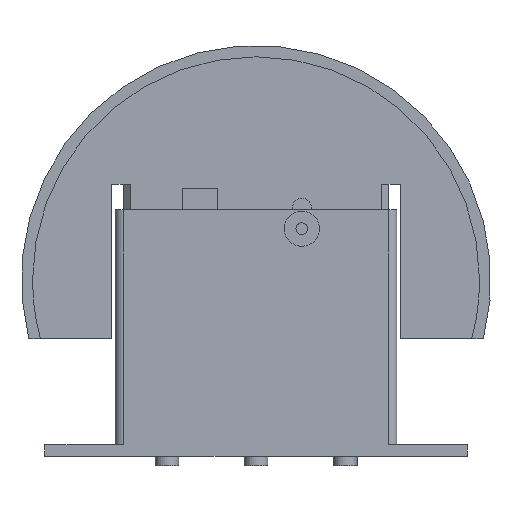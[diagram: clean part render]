
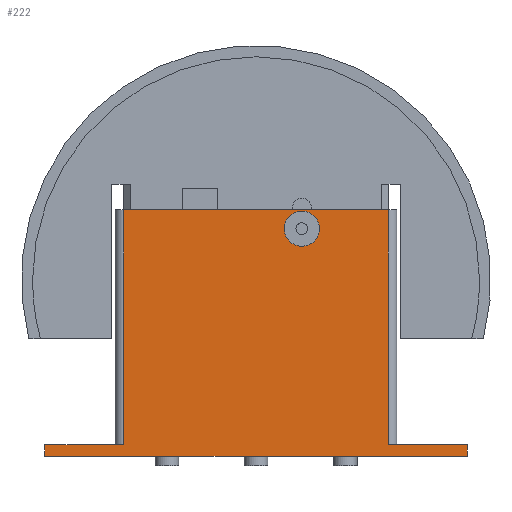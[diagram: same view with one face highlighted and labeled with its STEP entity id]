
A CAD part, front view. The second image highlights one B-rep face of the part: STEP entity #222.
In plain terms, the highlighted planar face has unit normal (0, -1, 0).
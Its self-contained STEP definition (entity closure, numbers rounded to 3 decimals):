
#222=ADVANCED_FACE('',(#517,#518),#519,.T.);
#517=FACE_BOUND('',#899,.T.);
#518=FACE_OUTER_BOUND('',#900,.T.);
#519=PLANE('',#901);
#899=EDGE_LOOP('',(#1448,#1449));
#900=EDGE_LOOP('',(#1450,#1451,#1452,#1453,#1454,#1455,#1456,#1457));
#901=AXIS2_PLACEMENT_3D('',#1458,#1459,#1460);
#1448=ORIENTED_EDGE('',*,*,#2191,.T.);
#1449=ORIENTED_EDGE('',*,*,#2150,.T.);
#1450=ORIENTED_EDGE('',*,*,#2262,.T.);
#1451=ORIENTED_EDGE('',*,*,#2256,.T.);
#1452=ORIENTED_EDGE('',*,*,#2259,.T.);
#1453=ORIENTED_EDGE('',*,*,#2236,.F.);
#1454=ORIENTED_EDGE('',*,*,#2266,.T.);
#1455=ORIENTED_EDGE('',*,*,#2267,.F.);
#1456=ORIENTED_EDGE('',*,*,#2268,.T.);
#1457=ORIENTED_EDGE('',*,*,#2269,.T.);
#1458=CARTESIAN_POINT('',(-45.0,-20.0,0.0));
#1459=DIRECTION('',(0.0,-1.0,0.0));
#1460=DIRECTION('',(1.0,0.0,0.0));
#2150=EDGE_CURVE('',#2545,#2542,#2546,.T.);
#2191=EDGE_CURVE('',#2542,#2545,#2604,.T.);
#2236=EDGE_CURVE('',#2667,#2662,#2669,.T.);
#2256=EDGE_CURVE('',#2700,#2698,#2701,.T.);
#2259=EDGE_CURVE('',#2698,#2662,#2704,.T.);
#2262=EDGE_CURVE('',#2707,#2700,#2708,.T.);
#2266=EDGE_CURVE('',#2667,#2713,#2714,.T.);
#2267=EDGE_CURVE('',#2715,#2713,#2716,.T.);
#2268=EDGE_CURVE('',#2715,#2717,#2718,.T.);
#2269=EDGE_CURVE('',#2717,#2707,#2719,.T.);
#2542=VERTEX_POINT('',#3106);
#2545=VERTEX_POINT('',#3110);
#2546=CIRCLE('',#3111,7.5);
#2604=CIRCLE('',#3178,7.5);
#2662=VERTEX_POINT('',#3252);
#2667=VERTEX_POINT('',#3258);
#2669=LINE('',#3260,#3261);
#2698=VERTEX_POINT('',#3299);
#2700=VERTEX_POINT('',#3301);
#2701=LINE('',#3302,#3303);
#2704=LINE('',#3306,#3307);
#2707=VERTEX_POINT('',#3311);
#2708=LINE('',#3312,#3313);
#2713=VERTEX_POINT('',#3320);
#2714=LINE('',#3321,#3322);
#2715=VERTEX_POINT('',#3323);
#2716=LINE('',#3324,#3325);
#2717=VERTEX_POINT('',#3326);
#2718=LINE('',#3327,#3328);
#2719=LINE('',#3329,#3330);
#3106=CARTESIAN_POINT('',(27.0,-20.0,97.0));
#3110=CARTESIAN_POINT('',(12.0,-20.0,97.0));
#3111=AXIS2_PLACEMENT_3D('',#3845,#3846,#3847);
#3178=AXIS2_PLACEMENT_3D('',#3911,#3912,#3913);
#3252=CARTESIAN_POINT('',(-56.4,-20.,105.0));
#3258=CARTESIAN_POINT('',(-56.4,-20.,5.0));
#3260=CARTESIAN_POINT('',(-56.4,-20.,5.0));
#3261=VECTOR('',#3973,1.0);
#3299=CARTESIAN_POINT('',(56.4,-20.0,105.0));
#3301=CARTESIAN_POINT('',(56.4,-20.0,5.0));
#3302=CARTESIAN_POINT('',(56.4,-20.0,5.0));
#3303=VECTOR('',#3998,1.0);
#3306=CARTESIAN_POINT('',(0.0,-20.0,105.0));
#3307=VECTOR('',#4002,1.0);
#3311=CARTESIAN_POINT('',(90.0,-20.0,5.0));
#3312=CARTESIAN_POINT('',(0.0,-20.0,5.0));
#3313=VECTOR('',#4004,1.0);
#3320=CARTESIAN_POINT('',(-90.0,-20.0,5.0));
#3321=CARTESIAN_POINT('',(0.0,-20.0,5.0));
#3322=VECTOR('',#4007,1.0);
#3323=CARTESIAN_POINT('',(-90.0,-20.0,0.0));
#3324=CARTESIAN_POINT('',(-90.0,-20.0,0.0));
#3325=VECTOR('',#4008,1.0);
#3326=CARTESIAN_POINT('',(90.0,-20.0,0.0));
#3327=CARTESIAN_POINT('',(0.0,-20.0,0.0));
#3328=VECTOR('',#4009,1.0);
#3329=CARTESIAN_POINT('',(90.0,-20.0,0.0));
#3330=VECTOR('',#4010,1.0);
#3845=CARTESIAN_POINT('',(19.5,-20.0,97.0));
#3846=DIRECTION('',(-0.0,1.0,0.0));
#3847=DIRECTION('',(1.0,0.0,0.0));
#3911=CARTESIAN_POINT('',(19.5,-20.0,97.0));
#3912=DIRECTION('',(-0.0,1.0,0.0));
#3913=DIRECTION('',(1.0,0.0,0.0));
#3973=DIRECTION('',(0.0,0.0,1.0));
#3998=DIRECTION('',(0.0,0.0,1.0));
#4002=DIRECTION('',(-1.0,-0.0,-0.0));
#4004=DIRECTION('',(-1.0,-0.0,-0.0));
#4007=DIRECTION('',(-1.0,-0.0,-0.0));
#4008=DIRECTION('',(0.0,0.0,1.0));
#4009=DIRECTION('',(1.0,0.0,0.0));
#4010=DIRECTION('',(0.0,0.0,1.0));
